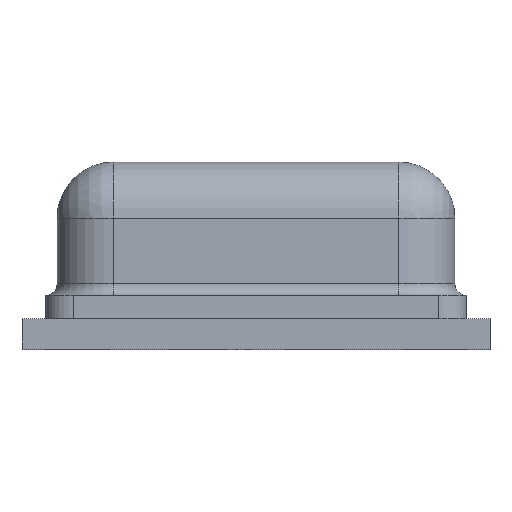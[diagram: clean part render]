
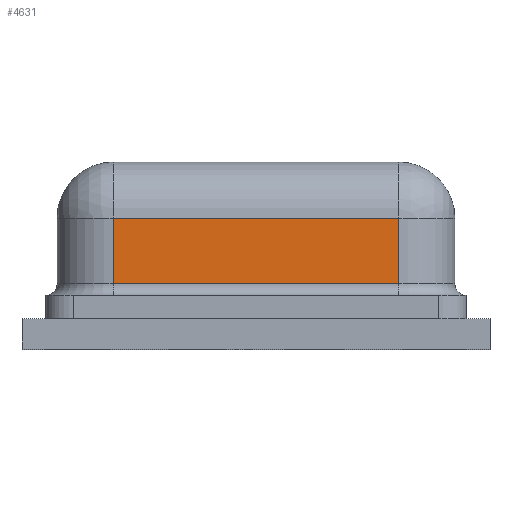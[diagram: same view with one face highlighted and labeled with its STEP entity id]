
A CAD part, top view. The second image highlights one B-rep face of the part: STEP entity #4631.
In plain terms, the highlighted planar face has unit normal (0, 0, 1).
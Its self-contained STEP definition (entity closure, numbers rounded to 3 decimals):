
#60 = CARTESIAN_POINT ( 'NONE',  ( -0.61, 0.28, 0.85 ) ) ;
#62 = VECTOR ( 'NONE', #335, 1000. ) ;
#335 = DIRECTION ( 'NONE',  ( 0., -1., 0. ) ) ;
#411 = LINE ( 'NONE', #756, #62 ) ;
#509 = CARTESIAN_POINT ( 'NONE',  ( 0.61, 0.56, 0.85 ) ) ;
#756 = CARTESIAN_POINT ( 'NONE',  ( -0.61, 4.004, 0.85 ) ) ;
#855 = FACE_OUTER_BOUND ( 'NONE', #1779, .T. ) ;
#1092 = EDGE_CURVE ( 'NONE', #4972, #4207, #2042, .T. ) ;
#1486 = LINE ( 'NONE', #5162, #2731 ) ;
#1779 = EDGE_LOOP ( 'NONE', ( #2988, #5557, #5100, #2819 ) ) ;
#1839 = EDGE_CURVE ( 'NONE', #4972, #4600, #1486, .T. ) ;
#2002 = CARTESIAN_POINT ( 'NONE',  ( 0.61, 0.28, 0.85 ) ) ;
#2031 = DIRECTION ( 'NONE',  ( -1., 0., 0. ) ) ;
#2042 = LINE ( 'NONE', #3671, #4593 ) ;
#2628 = DIRECTION ( 'NONE',  ( 1., 0., 0. ) ) ;
#2731 = VECTOR ( 'NONE', #2031, 1000. ) ;
#2818 = DIRECTION ( 'NONE',  ( 0., -1., 0. ) ) ;
#2819 = ORIENTED_EDGE ( 'NONE', *, *, #1839, .T. ) ;
#2889 = EDGE_CURVE ( 'NONE', #4600, #5569, #411, .T. ) ;
#2946 = EDGE_CURVE ( 'NONE', #5569, #4207, #5189, .T. ) ;
#2951 = DIRECTION ( 'NONE',  ( -1., 0., 0. ) ) ;
#2988 = ORIENTED_EDGE ( 'NONE', *, *, #2889, .T. ) ;
#3310 = CARTESIAN_POINT ( 'NONE',  ( -0.61, 0.56, 0.85 ) ) ;
#3671 = CARTESIAN_POINT ( 'NONE',  ( 0.61, 4.004, 0.85 ) ) ;
#4168 = AXIS2_PLACEMENT_3D ( 'NONE', #4645, #4618, #2951 ) ;
#4186 = PLANE ( 'NONE',  #4168 ) ;
#4207 = VERTEX_POINT ( 'NONE', #4262 ) ;
#4262 = CARTESIAN_POINT ( 'NONE',  ( 0.61, 0.28, 0.85 ) ) ;
#4593 = VECTOR ( 'NONE', #2818, 1000. ) ;
#4600 = VERTEX_POINT ( 'NONE', #3310 ) ;
#4618 = DIRECTION ( 'NONE',  ( 0., 0., -1. ) ) ;
#4631 = ADVANCED_FACE ( 'NONE', ( #855 ), #4186, .F. ) ;
#4645 = CARTESIAN_POINT ( 'NONE',  ( 0.61, 4.004, 0.85 ) ) ;
#4972 = VERTEX_POINT ( 'NONE', #509 ) ;
#5100 = ORIENTED_EDGE ( 'NONE', *, *, #1092, .F. ) ;
#5162 = CARTESIAN_POINT ( 'NONE',  ( -0.61, 0.56, 0.85 ) ) ;
#5189 = LINE ( 'NONE', #2002, #5591 ) ;
#5557 = ORIENTED_EDGE ( 'NONE', *, *, #2946, .T. ) ;
#5569 = VERTEX_POINT ( 'NONE', #60 ) ;
#5591 = VECTOR ( 'NONE', #2628, 1000. ) ;
